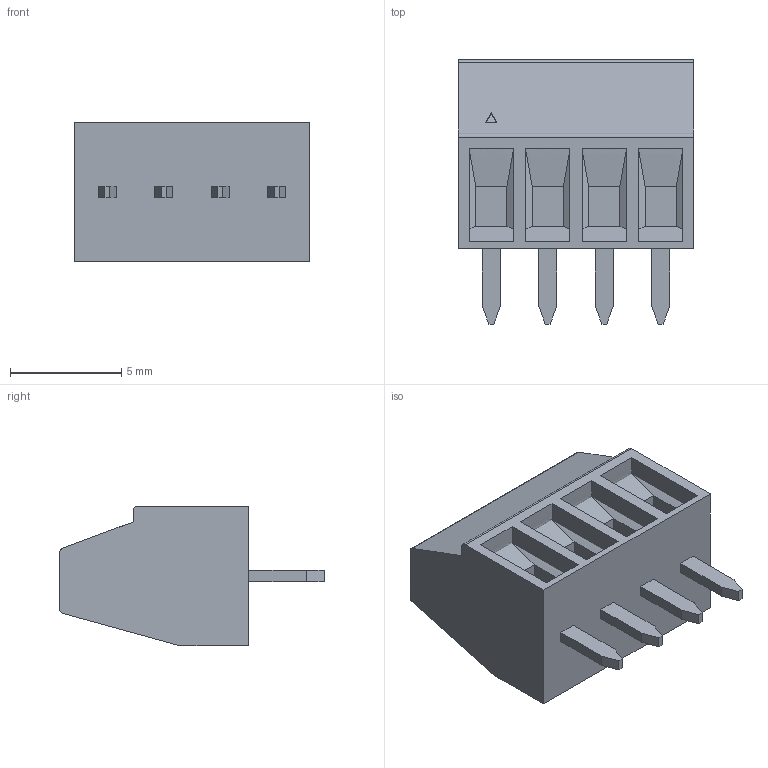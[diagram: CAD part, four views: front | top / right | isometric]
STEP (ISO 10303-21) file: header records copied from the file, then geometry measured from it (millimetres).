
FILE_DESCRIPTION(/* description */ (''),/* implementation_level */ '2;1');
FILE_NAME(/* name */ 'KF128-2.54-4P.step',/* time_stamp */ '2023-04-22T13:42:24+04:00',/* author */ (''),/* organization */ (''),/* preprocessor_version */ 'ST-DEVELOPER v19.2',/* originating_system */ 'Autodesk Translation Framework v12.4.0.73',/* authorisation */ '');
FILE_SCHEMA (('AUTOMOTIVE_DESIGN { 1 0 10303 214 3 1 1 }'));
Length unit declared in the file: millimetre
Products named in the file (1): (Unsaved)
Bounding box: 10.61 x 11.9 x 6.27 mm (x, y, z)
Volume: 398.3 mm3; surface area: 622.3 mm2
Topology: 1 solids, 1 shells, 196 faces, 499 edges, 322 vertices
Faces by surface type: plane 133, bspline 36, cylinder 15, torus 12
Full cylindrical faces by diameter (mm): 2 x4, 2.1 x8
Entity records: 7980 total; most frequent: CARTESIAN_POINT 3190, ORIENTED_EDGE 998, DIRECTION 895, EDGE_CURVE 499, LINE 361, VECTOR 361, VERTEX_POINT 322, AXIS2_PLACEMENT_3D 267
